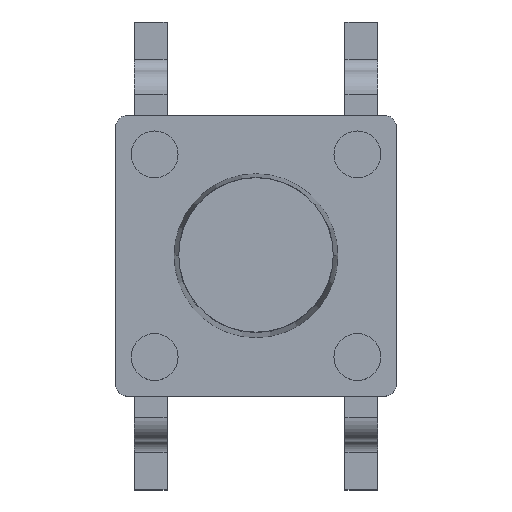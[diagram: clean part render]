
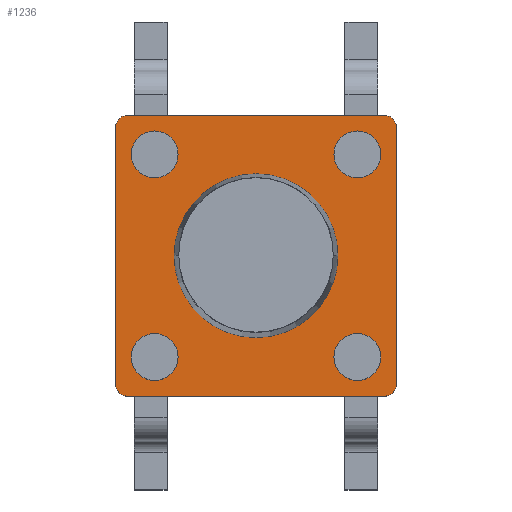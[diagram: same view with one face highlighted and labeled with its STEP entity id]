
A CAD part, top view. The second image highlights one B-rep face of the part: STEP entity #1236.
In plain terms, the highlighted planar face has unit normal (0, 0, 1).
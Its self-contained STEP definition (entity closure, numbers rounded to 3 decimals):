
#6=DIRECTION('',(0.,-1.,0.));
#7=VECTOR('',#6,5.5);
#8=CARTESIAN_POINT('',(-3.,2.75,0.));
#9=LINE('',#8,#7);
#42=CARTESIAN_POINT('',(2.75,2.75,0.));
#43=DIRECTION('',(0.,0.,1.));
#44=DIRECTION('',(1.,0.,0.));
#45=AXIS2_PLACEMENT_3D('',#42,#43,#44);
#47=CARTESIAN_POINT('',(2.75,-2.75,0.));
#48=DIRECTION('',(0.,0.,1.));
#49=DIRECTION('',(0.,-1.,0.));
#50=AXIS2_PLACEMENT_3D('',#47,#48,#49);
#52=CARTESIAN_POINT('',(-2.75,-2.75,0.));
#53=DIRECTION('',(0.,0.,1.));
#54=DIRECTION('',(-1.,0.,0.));
#55=AXIS2_PLACEMENT_3D('',#52,#53,#54);
#57=CARTESIAN_POINT('',(-2.75,2.75,0.));
#58=DIRECTION('',(0.,0.,1.));
#59=DIRECTION('',(0.,1.,0.));
#60=AXIS2_PLACEMENT_3D('',#57,#58,#59);
#62=DIRECTION('',(1.,0.,0.));
#63=VECTOR('',#62,5.5);
#64=CARTESIAN_POINT('',(-2.75,3.,0.));
#65=LINE('',#64,#63);
#66=CARTESIAN_POINT('',(2.165,2.165,0.));
#67=DIRECTION('',(0.,0.,1.));
#68=DIRECTION('',(1.,0.,0.));
#69=AXIS2_PLACEMENT_3D('',#66,#67,#68);
#71=CARTESIAN_POINT('',(2.165,2.165,0.));
#72=DIRECTION('',(0.,0.,1.));
#73=DIRECTION('',(-1.,0.,0.));
#74=AXIS2_PLACEMENT_3D('',#71,#72,#73);
#76=CARTESIAN_POINT('',(-2.165,2.165,0.));
#77=DIRECTION('',(0.,0.,1.));
#78=DIRECTION('',(1.,0.,0.));
#79=AXIS2_PLACEMENT_3D('',#76,#77,#78);
#81=CARTESIAN_POINT('',(-2.165,2.165,0.));
#82=DIRECTION('',(0.,0.,1.));
#83=DIRECTION('',(-1.,0.,0.));
#84=AXIS2_PLACEMENT_3D('',#81,#82,#83);
#86=CARTESIAN_POINT('',(-2.165,-2.165,0.));
#87=DIRECTION('',(0.,0.,1.));
#88=DIRECTION('',(1.,0.,0.));
#89=AXIS2_PLACEMENT_3D('',#86,#87,#88);
#91=CARTESIAN_POINT('',(-2.165,-2.165,0.));
#92=DIRECTION('',(0.,0.,1.));
#93=DIRECTION('',(-1.,0.,0.));
#94=AXIS2_PLACEMENT_3D('',#91,#92,#93);
#96=CARTESIAN_POINT('',(2.165,-2.165,0.));
#97=DIRECTION('',(0.,0.,1.));
#98=DIRECTION('',(1.,0.,0.));
#99=AXIS2_PLACEMENT_3D('',#96,#97,#98);
#101=CARTESIAN_POINT('',(2.165,-2.165,0.));
#102=DIRECTION('',(0.,0.,1.));
#103=DIRECTION('',(-1.,0.,0.));
#104=AXIS2_PLACEMENT_3D('',#101,#102,#103);
#106=CARTESIAN_POINT('',(0.,0.,0.));
#107=DIRECTION('',(0.,0.,1.));
#108=DIRECTION('',(1.,0.,0.));
#109=AXIS2_PLACEMENT_3D('',#106,#107,#108);
#111=CARTESIAN_POINT('',(0.,0.,0.));
#112=DIRECTION('',(0.,0.,1.));
#113=DIRECTION('',(-1.,0.,0.));
#114=AXIS2_PLACEMENT_3D('',#111,#112,#113);
#128=DIRECTION('',(0.,-1.,0.));
#129=VECTOR('',#128,5.5);
#130=CARTESIAN_POINT('',(3.,2.75,0.));
#131=LINE('',#130,#129);
#140=DIRECTION('',(1.,0.,0.));
#141=VECTOR('',#140,5.5);
#142=CARTESIAN_POINT('',(-2.75,-3.,0.));
#143=LINE('',#142,#141);
#870=CARTESIAN_POINT('',(2.665,2.165,0.));
#871=CARTESIAN_POINT('',(1.665,2.165,0.));
#872=VERTEX_POINT('',#870);
#873=VERTEX_POINT('',#871);
#874=CARTESIAN_POINT('',(-1.665,2.165,0.));
#875=CARTESIAN_POINT('',(-2.665,2.165,0.));
#876=VERTEX_POINT('',#874);
#877=VERTEX_POINT('',#875);
#878=CARTESIAN_POINT('',(-1.665,-2.165,0.));
#879=CARTESIAN_POINT('',(-2.665,-2.165,0.));
#880=VERTEX_POINT('',#878);
#881=VERTEX_POINT('',#879);
#882=CARTESIAN_POINT('',(2.665,-2.165,0.));
#883=CARTESIAN_POINT('',(1.665,-2.165,0.));
#884=VERTEX_POINT('',#882);
#885=VERTEX_POINT('',#883);
#998=CARTESIAN_POINT('',(3.,2.75,0.));
#999=CARTESIAN_POINT('',(2.75,3.,0.));
#1000=VERTEX_POINT('',#998);
#1001=VERTEX_POINT('',#999);
#1010=CARTESIAN_POINT('',(-2.75,3.,0.));
#1011=VERTEX_POINT('',#1010);
#1012=CARTESIAN_POINT('',(-3.,2.75,0.));
#1013=VERTEX_POINT('',#1012);
#1018=CARTESIAN_POINT('',(2.75,-3.,0.));
#1019=VERTEX_POINT('',#1018);
#1020=CARTESIAN_POINT('',(3.,-2.75,0.));
#1021=VERTEX_POINT('',#1020);
#1022=CARTESIAN_POINT('',(-3.,-2.75,0.));
#1023=CARTESIAN_POINT('',(-2.75,-3.,0.));
#1024=VERTEX_POINT('',#1022);
#1025=VERTEX_POINT('',#1023);
#1110=CARTESIAN_POINT('',(1.75,0.,0.));
#1111=CARTESIAN_POINT('',(-1.75,0.,0.));
#1112=VERTEX_POINT('',#1110);
#1113=VERTEX_POINT('',#1111);
#1186=CARTESIAN_POINT('',(-3.,3.,0.));
#1187=DIRECTION('',(0.,0.,1.));
#1188=DIRECTION('',(0.,-1.,0.));
#1189=AXIS2_PLACEMENT_3D('',#1186,#1187,#1188);
#1190=PLANE('',#1189);
#1191=ORIENTED_EDGE('',*,*,#1176,.F.);
#1193=ORIENTED_EDGE('',*,*,#1192,.T.);
#1195=ORIENTED_EDGE('',*,*,#1194,.F.);
#1197=ORIENTED_EDGE('',*,*,#1196,.F.);
#1199=ORIENTED_EDGE('',*,*,#1198,.F.);
#1200=ORIENTED_EDGE('',*,*,#1125,.F.);
#1201=ORIENTED_EDGE('',*,*,#1143,.F.);
#1203=ORIENTED_EDGE('',*,*,#1202,.T.);
#1204=EDGE_LOOP('',(#1191,#1193,#1195,#1197,#1199,#1200,#1201,#1203));
#1205=FACE_OUTER_BOUND('',#1204,.F.);
#1207=ORIENTED_EDGE('',*,*,#1206,.T.);
#1209=ORIENTED_EDGE('',*,*,#1208,.T.);
#1210=EDGE_LOOP('',(#1207,#1209));
#1211=FACE_BOUND('',#1210,.F.);
#1213=ORIENTED_EDGE('',*,*,#1212,.T.);
#1215=ORIENTED_EDGE('',*,*,#1214,.T.);
#1216=EDGE_LOOP('',(#1213,#1215));
#1217=FACE_BOUND('',#1216,.F.);
#1219=ORIENTED_EDGE('',*,*,#1218,.T.);
#1221=ORIENTED_EDGE('',*,*,#1220,.T.);
#1222=EDGE_LOOP('',(#1219,#1221));
#1223=FACE_BOUND('',#1222,.F.);
#1225=ORIENTED_EDGE('',*,*,#1224,.T.);
#1227=ORIENTED_EDGE('',*,*,#1226,.T.);
#1228=EDGE_LOOP('',(#1225,#1227));
#1229=FACE_BOUND('',#1228,.F.);
#1231=ORIENTED_EDGE('',*,*,#1230,.T.);
#1233=ORIENTED_EDGE('',*,*,#1232,.T.);
#1234=EDGE_LOOP('',(#1231,#1233));
#1235=FACE_BOUND('',#1234,.F.);
#46=CIRCLE('',#45,0.25);
#51=CIRCLE('',#50,0.25);
#56=CIRCLE('',#55,0.25);
#61=CIRCLE('',#60,0.25);
#70=CIRCLE('',#69,0.5);
#75=CIRCLE('',#74,0.5);
#80=CIRCLE('',#79,0.5);
#85=CIRCLE('',#84,0.5);
#90=CIRCLE('',#89,0.5);
#95=CIRCLE('',#94,0.5);
#100=CIRCLE('',#99,0.5);
#105=CIRCLE('',#104,0.5);
#110=CIRCLE('',#109,1.75);
#115=CIRCLE('',#114,1.75);
#1125=EDGE_CURVE('',#1013,#1024,#9,.T.);
#1143=EDGE_CURVE('',#1011,#1013,#61,.T.);
#1176=EDGE_CURVE('',#1000,#1001,#46,.T.);
#1192=EDGE_CURVE('',#1000,#1021,#131,.T.);
#1194=EDGE_CURVE('',#1019,#1021,#51,.T.);
#1196=EDGE_CURVE('',#1025,#1019,#143,.T.);
#1198=EDGE_CURVE('',#1024,#1025,#56,.T.);
#1202=EDGE_CURVE('',#1011,#1001,#65,.T.);
#1206=EDGE_CURVE('',#872,#873,#70,.T.);
#1208=EDGE_CURVE('',#873,#872,#75,.T.);
#1212=EDGE_CURVE('',#876,#877,#80,.T.);
#1214=EDGE_CURVE('',#877,#876,#85,.T.);
#1218=EDGE_CURVE('',#880,#881,#90,.T.);
#1220=EDGE_CURVE('',#881,#880,#95,.T.);
#1224=EDGE_CURVE('',#884,#885,#100,.T.);
#1226=EDGE_CURVE('',#885,#884,#105,.T.);
#1230=EDGE_CURVE('',#1112,#1113,#110,.T.);
#1232=EDGE_CURVE('',#1113,#1112,#115,.T.);
#1236=ADVANCED_FACE('',(#1205,#1211,#1217,#1223,#1229,#1235),#1190,.T.);
